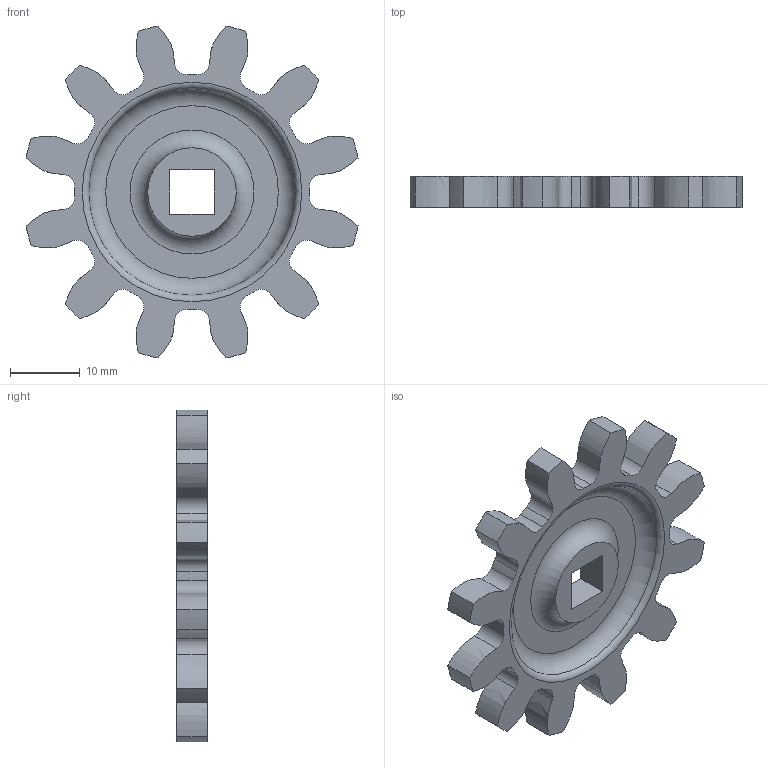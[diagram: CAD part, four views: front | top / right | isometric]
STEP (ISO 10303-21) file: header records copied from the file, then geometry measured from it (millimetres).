
FILE_DESCRIPTION(/* description */ (''),/* implementation_level */ '2;1');
FILE_NAME(/* name */ 'Spur gear FW (12 teeth).step',/* time_stamp */ '2024-06-27T21:14:52-05:00',/* author */ (''),/* organization */ (''),/* preprocessor_version */ 'ST-DEVELOPER v20',/* originating_system */ 'Autodesk Translation Framework v13.14.0.145',/* authorisation */ '');
FILE_SCHEMA (('AUTOMOTIVE_DESIGN { 1 0 10303 214 3 1 1 }'));
Length unit declared in the file: inch
Products named in the file (3): gears_that_fly; gears_that_fly_1; Spur gear (12 teeth)
Assembly tree (2 placements, depth 3):
  gears_that_fly
    gears_that_fly_1
      Spur gear (12 teeth)
Bounding box: 47.63 x 4.45 x 47.63 mm (x, y, z)
Volume: 4390.4 mm3; surface area: 3991.4 mm2
Topology: 1 solids, 1 shells, 83 faces, 236 edges, 157 vertices
Faces by surface type: cylinder 48, bspline 24, plane 8, torus 3
Entity records: 5472 total; most frequent: CARTESIAN_POINT 3289, ORIENTED_EDGE 472, DIRECTION 420, EDGE_CURVE 236, AXIS2_PLACEMENT_3D 168, VERTEX_POINT 157, CIRCLE 104, EDGE_LOOP 87
